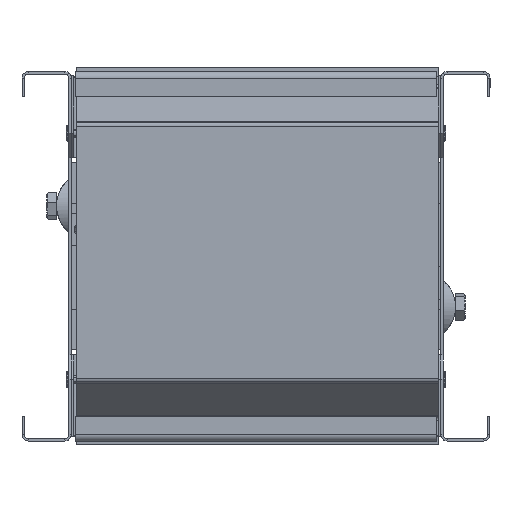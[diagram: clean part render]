
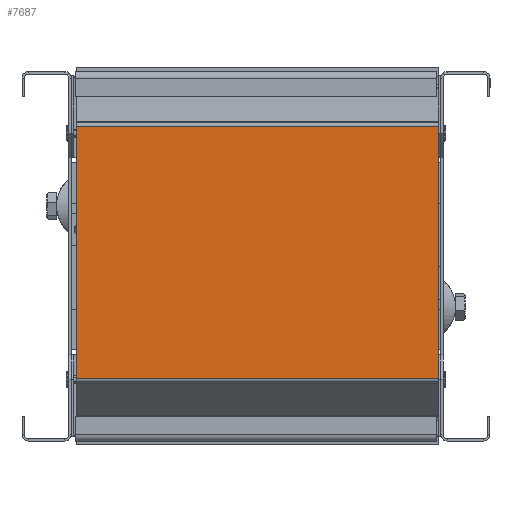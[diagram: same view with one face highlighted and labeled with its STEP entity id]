
A CAD part, left-side view. The second image highlights one B-rep face of the part: STEP entity #7687.
In plain terms, the highlighted planar face has unit normal (-1, 0, 0).
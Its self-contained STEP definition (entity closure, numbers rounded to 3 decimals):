
#644=PLANE('',#8691);
#1062=FACE_OUTER_BOUND('',#1618,.T.);
#1618=EDGE_LOOP('',(#6779,#6780,#6781,#6782));
#2298=LINE('',#13309,#3004);
#2305=LINE('',#13331,#3011);
#2311=LINE('',#13348,#3017);
#2313=LINE('',#13351,#3019);
#3004=VECTOR('',#10572,10.);
#3011=VECTOR('',#10599,10.);
#3017=VECTOR('',#10623,10.);
#3019=VECTOR('',#10627,10.);
#3920=VERTEX_POINT('',#13306);
#3921=VERTEX_POINT('',#13308);
#3925=VERTEX_POINT('',#13328);
#3926=VERTEX_POINT('',#13330);
#4878=EDGE_CURVE('',#3921,#3920,#2298,.T.);
#4889=EDGE_CURVE('',#3926,#3925,#2305,.T.);
#4898=EDGE_CURVE('',#3921,#3925,#2311,.T.);
#4900=EDGE_CURVE('',#3926,#3920,#2313,.T.);
#6779=ORIENTED_EDGE('',*,*,#4878,.T.);
#6780=ORIENTED_EDGE('',*,*,#4900,.F.);
#6781=ORIENTED_EDGE('',*,*,#4889,.T.);
#6782=ORIENTED_EDGE('',*,*,#4898,.F.);
#7687=ADVANCED_FACE('',(#1062),#644,.F.);
#8691=AXIS2_PLACEMENT_3D('',#13350,#10625,#10626);
#10572=DIRECTION('',(0.,0.,-1.));
#10599=DIRECTION('',(0.,0.,1.));
#10623=DIRECTION('',(0.,-1.,0.));
#10625=DIRECTION('center_axis',(1.,0.,0.));
#10626=DIRECTION('ref_axis',(0.,0.,-1.));
#10627=DIRECTION('',(0.,1.,0.));
#13306=CARTESIAN_POINT('',(0.,51.172,-73.5));
#13308=CARTESIAN_POINT('',(0.,51.172,73.5));
#13309=CARTESIAN_POINT('',(0.,51.172,36.75));
#13328=CARTESIAN_POINT('',(0.,-51.172,73.5));
#13330=CARTESIAN_POINT('',(0.,-51.172,-73.5));
#13331=CARTESIAN_POINT('',(0.,-51.172,-36.75));
#13348=CARTESIAN_POINT('',(0.,52.5,73.5));
#13350=CARTESIAN_POINT('Origin',(0.,0.,0.));
#13351=CARTESIAN_POINT('',(0.,-52.5,-73.5));
